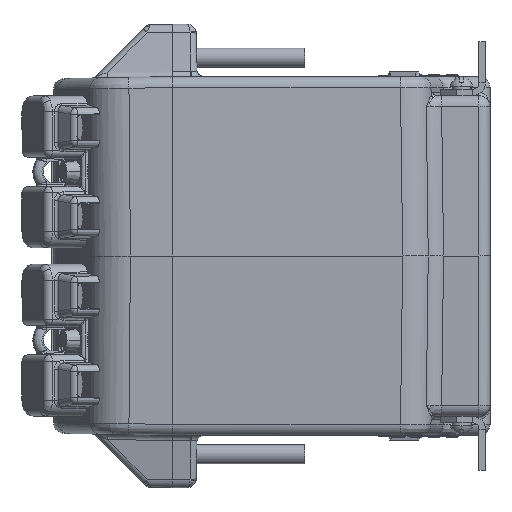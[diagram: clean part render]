
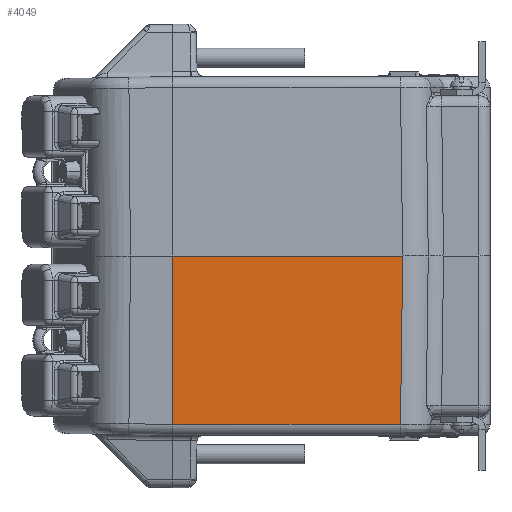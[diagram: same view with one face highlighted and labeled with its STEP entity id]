
A CAD part, left-side view. The second image highlights one B-rep face of the part: STEP entity #4049.
In plain terms, the highlighted planar face has unit normal (-1, 0, -0.018).
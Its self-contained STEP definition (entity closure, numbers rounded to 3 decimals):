
#4049 = ADVANCED_FACE ( 'NONE', ( #83291 ), #47881, .T. ) ;
#7439 = ORIENTED_EDGE ( 'NONE', *, *, #32655, .T. ) ;
#7440 = ORIENTED_EDGE ( 'NONE', *, *, #32707, .T. ) ;
#7462 = ORIENTED_EDGE ( 'NONE', *, *, #102138, .T. ) ;
#7470 = ORIENTED_EDGE ( 'NONE', *, *, #32556, .F. ) ;
#23828 = CARTESIAN_POINT ( 'NONE',  ( -85., -41.001, 0. ) ) ;
#23866 = CARTESIAN_POINT ( 'NONE',  ( -85., 31.5, 0. ) ) ;
#24785 = CARTESIAN_POINT ( 'NONE',  ( -84.074, 89.5, -53.061 ) ) ;
#24823 = DIRECTION ( 'NONE',  ( 0., -1., 0. ) ) ;
#26079 = CARTESIAN_POINT ( 'NONE',  ( -84.074, -40.307, -53.061 ) ) ;
#26092 = CARTESIAN_POINT ( 'NONE',  ( -84.074, 31.5, -53.061 ) ) ;
#32556 = EDGE_CURVE ( 'NONE', #105747, #105673, #131609, .T. ) ;
#32655 = EDGE_CURVE ( 'NONE', #52685, #105673, #131763, .T. ) ;
#32707 = EDGE_CURVE ( 'NONE', #105747, #52680, #131708, .T. ) ;
#47832 = DIRECTION ( 'NONE',  ( 0.017, 0., -1. ) ) ;
#47877 = DIRECTION ( 'NONE',  ( -1., 0., -0.017 ) ) ;
#47880 = CARTESIAN_POINT ( 'NONE',  ( -85., 89.5, 0. ) ) ;
#47881 = PLANE ( 'NONE',  #88242 ) ;
#51394 = EDGE_LOOP ( 'NONE', ( #7440, #7462, #7439, #7470 ) ) ;
#52680 = VERTEX_POINT ( 'NONE', #26092 ) ;
#52685 = VERTEX_POINT ( 'NONE', #26079 ) ;
#67178 = LINE ( 'NONE', #24785, #67189 ) ;
#67189 = VECTOR ( 'NONE', #24823, 1000. ) ;
#83291 = FACE_OUTER_BOUND ( 'NONE', #51394, .T. ) ;
#88242 = AXIS2_PLACEMENT_3D ( 'NONE', #47880, #47877, #47832 ) ;
#96199 = CARTESIAN_POINT ( 'NONE',  ( -85., 89.5, 0. ) ) ;
#96283 = DIRECTION ( 'NONE',  ( 0., -1., 0. ) ) ;
#96777 = CARTESIAN_POINT ( 'NONE',  ( -84.97, -40.979, -1.708 ) ) ;
#96782 = DIRECTION ( 'NONE',  ( -0.017, -0.013, 1. ) ) ;
#96916 = DIRECTION ( 'NONE',  ( 0.017, 0., -1. ) ) ;
#97014 = CARTESIAN_POINT ( 'NONE',  ( -83.689, 31.5, -75.107 ) ) ;
#102138 = EDGE_CURVE ( 'NONE', #52680, #52685, #67178, .T. ) ;
#105673 = VERTEX_POINT ( 'NONE', #23828 ) ;
#105747 = VERTEX_POINT ( 'NONE', #23866 ) ;
#131609 = LINE ( 'NONE', #96199, #131668 ) ;
#131668 = VECTOR ( 'NONE', #96283, 1000. ) ;
#131679 = VECTOR ( 'NONE', #96782, 1000. ) ;
#131708 = LINE ( 'NONE', #97014, #131812 ) ;
#131763 = LINE ( 'NONE', #96777, #131679 ) ;
#131812 = VECTOR ( 'NONE', #96916, 1000. ) ;
